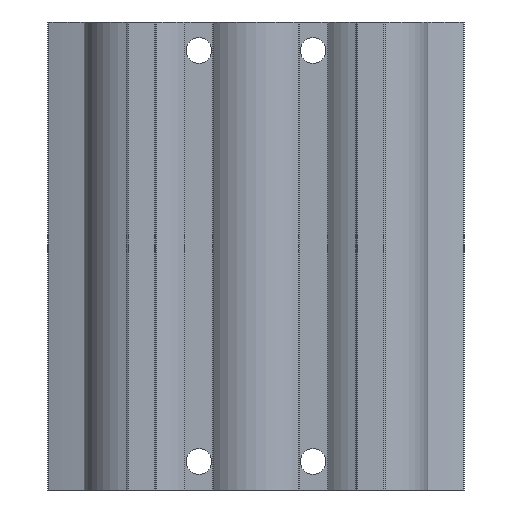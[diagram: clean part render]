
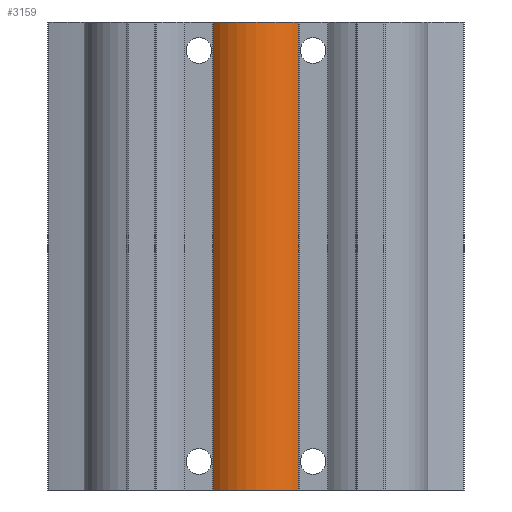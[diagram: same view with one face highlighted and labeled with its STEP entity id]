
A CAD part, front view. The second image highlights one B-rep face of the part: STEP entity #3159.
In plain terms, the highlighted cylindrical face has radius 10 mm (diameter 20 mm), a partial arc.
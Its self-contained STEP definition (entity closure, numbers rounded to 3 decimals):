
#104=CYLINDRICAL_SURFACE('',#3435,10.);
#249=LINE('',#5257,#481);
#250=LINE('',#5263,#482);
#481=VECTOR('',#3970,1000.);
#482=VECTOR('',#3977,1000.);
#816=ORIENTED_EDGE('',*,*,#1652,.F.);
#817=ORIENTED_EDGE('',*,*,#1651,.F.);
#818=ORIENTED_EDGE('',*,*,#1653,.T.);
#819=ORIENTED_EDGE('',*,*,#1654,.T.);
#1651=EDGE_CURVE('',#2061,#2060,#249,.T.);
#1652=EDGE_CURVE('',#2060,#2062,#2308,.T.);
#1653=EDGE_CURVE('',#2061,#2063,#2309,.T.);
#1654=EDGE_CURVE('',#2063,#2062,#250,.T.);
#2060=VERTEX_POINT('',#5254);
#2061=VERTEX_POINT('',#5256);
#2062=VERTEX_POINT('',#5260);
#2063=VERTEX_POINT('',#5262);
#2308=CIRCLE('',#3436,10.);
#2309=CIRCLE('',#3437,10.);
#2479=EDGE_LOOP('',(#816,#817,#818,#819));
#2791=FACE_BOUND('',#2479,.T.);
#3159=ADVANCED_FACE('',(#2791),#104,.T.);
#3435=AXIS2_PLACEMENT_3D('',#5258,#3971,#3972);
#3436=AXIS2_PLACEMENT_3D('',#5259,#3973,#3974);
#3437=AXIS2_PLACEMENT_3D('',#5261,#3975,#3976);
#3970=DIRECTION('',(0.,0.,1.));
#3971=DIRECTION('',(0.,0.,1.));
#3972=DIRECTION('',(1.,0.,0.));
#3973=DIRECTION('',(0.,0.,1.));
#3974=DIRECTION('',(1.,0.,0.));
#3975=DIRECTION('',(0.,0.,1.));
#3976=DIRECTION('',(1.,0.,0.));
#3977=DIRECTION('',(0.,0.,1.));
#5254=CARTESIAN_POINT('',(-7.491,4.375,0.));
#5256=CARTESIAN_POINT('',(-7.491,4.375,-82.));
#5257=CARTESIAN_POINT('',(-7.491,4.375,-82.));
#5258=CARTESIAN_POINT('',(0.,11.,-82.));
#5259=CARTESIAN_POINT('',(0.,11.,0.));
#5260=CARTESIAN_POINT('',(7.491,4.375,0.));
#5261=CARTESIAN_POINT('',(0.,11.,-82.));
#5262=CARTESIAN_POINT('',(7.491,4.375,-82.));
#5263=CARTESIAN_POINT('',(7.491,4.375,-82.));
